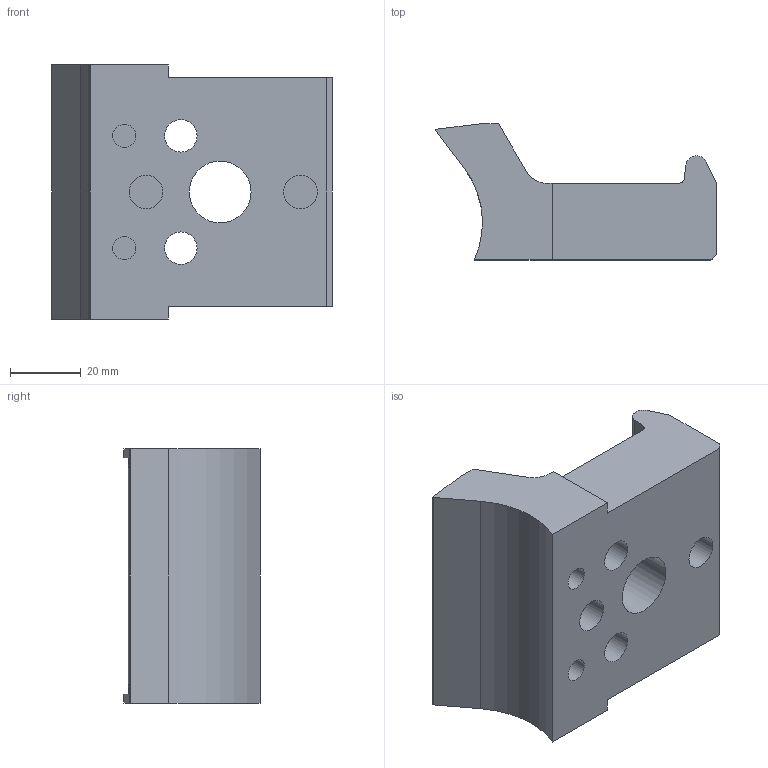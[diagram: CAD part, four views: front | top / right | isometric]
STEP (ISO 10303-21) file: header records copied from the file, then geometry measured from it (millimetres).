
FILE_DESCRIPTION((''),'2;1');
FILE_NAME('100376-F.stp','2017-12-17T13:28:27',('bstager'),(''),'Autodesk Inventor 2013','Autodesk Inventor 2013','');
FILE_SCHEMA(('AUTOMOTIVE_DESIGN { 1 0 10303 214 1 1 1 1 }'));
Length unit declared in the file: inch
Products named in the file (1): 100376
Bounding box: 79.45 x 38.46 x 71.83 mm (x, y, z)
Volume: 101290.3 mm3; surface area: 22617.4 mm2
Topology: 1 solids, 1 shells, 51 faces, 141 edges, 96 vertices
Faces by surface type: plane 34, cylinder 17
Full cylindrical faces by diameter (mm): 6.528 x2, 9.144 x2, 9.525 x2, 14.275 x2, 17.463 x1
Entity records: 1578 total; most frequent: CARTESIAN_POINT 282, DIRECTION 264, ORIENTED_EDGE 248, EDGE_CURVE 124, AXIS2_PLACEMENT_3D 90, VERTEX_POINT 88, VECTOR 84, LINE 84
